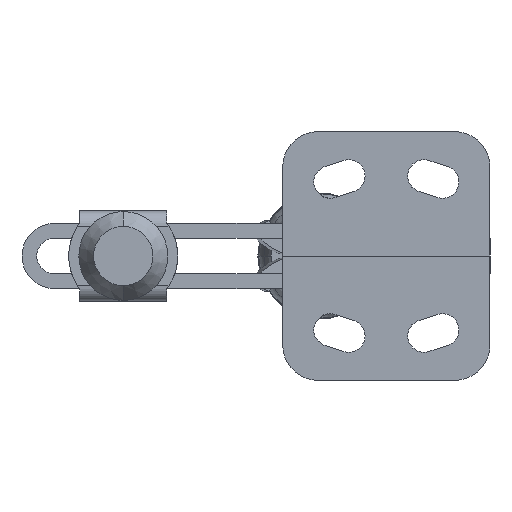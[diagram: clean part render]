
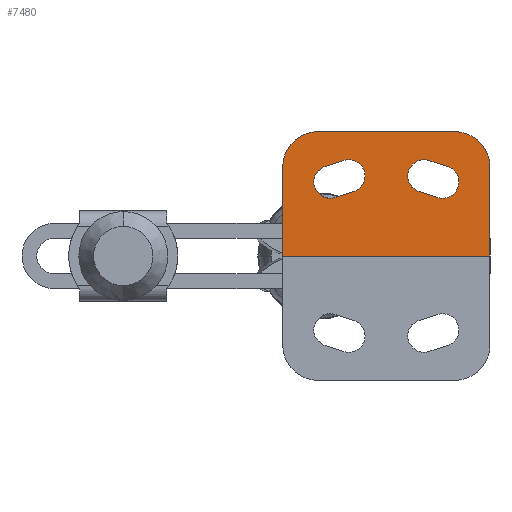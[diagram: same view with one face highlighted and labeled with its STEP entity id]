
A CAD part, front view. The second image highlights one B-rep face of the part: STEP entity #7480.
In plain terms, the highlighted planar face has unit normal (0, -1, 0).
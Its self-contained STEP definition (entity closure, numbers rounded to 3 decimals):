
#86 = CARTESIAN_POINT ( 'NONE',  ( -8., 0., 12.5 ) ) ;
#165 = CIRCLE ( 'NONE', #10417, 2.75 ) ;
#378 = DIRECTION ( 'NONE',  ( -1., 0., 0. ) ) ;
#541 = CARTESIAN_POINT ( 'NONE',  ( -6., 0., 15. ) ) ;
#705 = VECTOR ( 'NONE', #10272, 1000. ) ;
#776 = VERTEX_POINT ( 'NONE', #9004 ) ;
#807 = LINE ( 'NONE', #7319, #5747 ) ;
#824 = CARTESIAN_POINT ( 'NONE',  ( 0., 0., 0. ) ) ;
#886 = AXIS2_PLACEMENT_3D ( 'NONE', #2347, #8545, #5368 ) ;
#1007 = LINE ( 'NONE', #7357, #705 ) ;
#1017 = VERTEX_POINT ( 'NONE', #7520 ) ;
#1085 = DIRECTION ( 'NONE',  ( -1., 0., 0. ) ) ;
#1100 = EDGE_CURVE ( 'NONE', #776, #1628, #10700, .T. ) ;
#1232 = EDGE_CURVE ( 'NONE', #5076, #8630, #4566, .T. ) ;
#1536 = DIRECTION ( 'NONE',  ( -1., 0., 0. ) ) ;
#1555 = VERTEX_POINT ( 'NONE', #2432 ) ;
#1628 = VERTEX_POINT ( 'NONE', #7040 ) ;
#1868 = CIRCLE ( 'NONE', #11098, 2.75 ) ;
#1889 = DIRECTION ( 'NONE',  ( 0., -1., 0. ) ) ;
#1901 = CARTESIAN_POINT ( 'NONE',  ( -6., 0., 21. ) ) ;
#1934 = CARTESIAN_POINT ( 'NONE',  ( -29., 0., 21. ) ) ;
#1956 = VERTEX_POINT ( 'NONE', #1978 ) ;
#1978 = CARTESIAN_POINT ( 'NONE',  ( -24.682, 0., 16.121 ) ) ;
#2192 = CIRCLE ( 'NONE', #8335, 2.75 ) ;
#2199 = EDGE_CURVE ( 'NONE', #2575, #10710, #5773, .T. ) ;
#2206 = CIRCLE ( 'NONE', #8542, 2.75 ) ;
#2347 = CARTESIAN_POINT ( 'NONE',  ( -11.15, 0., 13.5 ) ) ;
#2432 = CARTESIAN_POINT ( 'NONE',  ( -21.1, 0., 13.5 ) ) ;
#2480 = EDGE_CURVE ( 'NONE', #2558, #12009, #10075, .T. ) ;
#2558 = VERTEX_POINT ( 'NONE', #8180 ) ;
#2575 = VERTEX_POINT ( 'NONE', #4388 ) ;
#2591 = EDGE_CURVE ( 'NONE', #1017, #776, #4378, .T. ) ;
#2740 = AXIS2_PLACEMENT_3D ( 'NONE', #11250, #5346, #12232 ) ;
#2852 = CARTESIAN_POINT ( 'NONE',  ( -26.168, 0., 9.879 ) ) ;
#2887 = ORIENTED_EDGE ( 'NONE', *, *, #1100, .F. ) ;
#3115 = EDGE_CURVE ( 'NONE', #10710, #1555, #2192, .T. ) ;
#3116 = ORIENTED_EDGE ( 'NONE', *, *, #10250, .T. ) ;
#3152 = VECTOR ( 'NONE', #12239, 1000. ) ;
#3230 = FACE_BOUND ( 'NONE', #11132, .T. ) ;
#3271 = ORIENTED_EDGE ( 'NONE', *, *, #6327, .F. ) ;
#3310 = CARTESIAN_POINT ( 'NONE',  ( -27.832, 0., 15.121 ) ) ;
#3384 = ORIENTED_EDGE ( 'NONE', *, *, #2199, .F. ) ;
#3455 = DIRECTION ( 'NONE',  ( 0., -1., 0. ) ) ;
#3466 = ORIENTED_EDGE ( 'NONE', *, *, #8113, .T. ) ;
#3467 = CARTESIAN_POINT ( 'NONE',  ( 0., 0., 3. ) ) ;
#3795 = ORIENTED_EDGE ( 'NONE', *, *, #12159, .F. ) ;
#3860 = DIRECTION ( 'NONE',  ( -1., 0., 0. ) ) ;
#4157 = DIRECTION ( 'NONE',  ( 0., 0., -1. ) ) ;
#4176 = DIRECTION ( 'NONE',  ( 0., -1., 0. ) ) ;
#4227 = CARTESIAN_POINT ( 'NONE',  ( 0., 0., 15. ) ) ;
#4378 = CIRCLE ( 'NONE', #886, 2.75 ) ;
#4388 = CARTESIAN_POINT ( 'NONE',  ( -26.168, 0., 9.879 ) ) ;
#4566 = CIRCLE ( 'NONE', #12085, 2.75 ) ;
#4672 = PLANE ( 'NONE',  #12262 ) ;
#4749 = EDGE_CURVE ( 'NONE', #8630, #1017, #1007, .T. ) ;
#4935 = AXIS2_PLACEMENT_3D ( 'NONE', #541, #7451, #1536 ) ;
#5072 = ORIENTED_EDGE ( 'NONE', *, *, #5948, .F. ) ;
#5076 = VERTEX_POINT ( 'NONE', #9904 ) ;
#5158 = CARTESIAN_POINT ( 'NONE',  ( -35., 0., 15. ) ) ;
#5233 = LINE ( 'NONE', #10041, #10484 ) ;
#5329 = ORIENTED_EDGE ( 'NONE', *, *, #4749, .F. ) ;
#5346 = DIRECTION ( 'NONE',  ( 0., -1., 0. ) ) ;
#5368 = DIRECTION ( 'NONE',  ( -1., 0., 0. ) ) ;
#5533 = FACE_OUTER_BOUND ( 'NONE', #8337, .T. ) ;
#5747 = VECTOR ( 'NONE', #9269, 1000. ) ;
#5773 = LINE ( 'NONE', #2852, #3152 ) ;
#5857 = EDGE_CURVE ( 'NONE', #1555, #1956, #2206, .T. ) ;
#5948 = EDGE_CURVE ( 'NONE', #7978, #12009, #8517, .T. ) ;
#6154 = FACE_BOUND ( 'NONE', #9513, .T. ) ;
#6156 = VERTEX_POINT ( 'NONE', #1901 ) ;
#6295 = DIRECTION ( 'NONE',  ( 0., -1., 0. ) ) ;
#6327 = EDGE_CURVE ( 'NONE', #9785, #2575, #1868, .T. ) ;
#6507 = CARTESIAN_POINT ( 'NONE',  ( -23.018, 0., 10.879 ) ) ;
#6607 = CIRCLE ( 'NONE', #4935, 6. ) ;
#6639 = DIRECTION ( 'NONE',  ( -1., 0., 0. ) ) ;
#6646 = VERTEX_POINT ( 'NONE', #1934 ) ;
#6716 = DIRECTION ( 'NONE',  ( -1., 0., 0. ) ) ;
#6836 = ORIENTED_EDGE ( 'NONE', *, *, #2591, .F. ) ;
#6953 = ORIENTED_EDGE ( 'NONE', *, *, #11724, .T. ) ;
#6986 = DIRECTION ( 'NONE',  ( 0., -1., 0. ) ) ;
#7040 = CARTESIAN_POINT ( 'NONE',  ( -8.832, 0., 9.879 ) ) ;
#7142 = CARTESIAN_POINT ( 'NONE',  ( -35., 0., 0. ) ) ;
#7161 = EDGE_CURVE ( 'NONE', #7920, #2558, #5233, .T. ) ;
#7174 = VECTOR ( 'NONE', #3860, 1000. ) ;
#7319 = CARTESIAN_POINT ( 'NONE',  ( -27.832, 0., 15.121 ) ) ;
#7357 = CARTESIAN_POINT ( 'NONE',  ( -10.318, 0., 16.121 ) ) ;
#7440 = CIRCLE ( 'NONE', #2740, 6. ) ;
#7451 = DIRECTION ( 'NONE',  ( 0., -1., 0. ) ) ;
#7480 = ADVANCED_FACE ( 'NONE', ( #5533, #3230, #6154 ), #4672, .F. ) ;
#7520 = CARTESIAN_POINT ( 'NONE',  ( -10.318, 0., 16.121 ) ) ;
#7920 = VERTEX_POINT ( 'NONE', #5158 ) ;
#7978 = VERTEX_POINT ( 'NONE', #4227 ) ;
#8108 = VECTOR ( 'NONE', #8584, 1000. ) ;
#8113 = EDGE_CURVE ( 'NONE', #7978, #6156, #6607, .T. ) ;
#8180 = CARTESIAN_POINT ( 'NONE',  ( -35., 0., 0. ) ) ;
#8265 = ORIENTED_EDGE ( 'NONE', *, *, #7161, .T. ) ;
#8280 = ORIENTED_EDGE ( 'NONE', *, *, #11108, .F. ) ;
#8335 = AXIS2_PLACEMENT_3D ( 'NONE', #10060, #4176, #11047 ) ;
#8337 = EDGE_LOOP ( 'NONE', ( #9186, #5072, #3466, #3116, #6953, #8265 ) ) ;
#8517 = LINE ( 'NONE', #3467, #10820 ) ;
#8542 = AXIS2_PLACEMENT_3D ( 'NONE', #12179, #6295, #378 ) ;
#8545 = DIRECTION ( 'NONE',  ( 0., -1., 0. ) ) ;
#8584 = DIRECTION ( 'NONE',  ( 0.953, 0., -0.303 ) ) ;
#8630 = VERTEX_POINT ( 'NONE', #10307 ) ;
#9004 = CARTESIAN_POINT ( 'NONE',  ( -11.982, 0., 10.879 ) ) ;
#9186 = ORIENTED_EDGE ( 'NONE', *, *, #2480, .T. ) ;
#9269 = DIRECTION ( 'NONE',  ( -0.953, 0., -0.303 ) ) ;
#9314 = CARTESIAN_POINT ( 'NONE',  ( -27., 0., 12.5 ) ) ;
#9513 = EDGE_LOOP ( 'NONE', ( #3384, #3271, #8280, #11988, #12689 ) ) ;
#9729 = CARTESIAN_POINT ( 'NONE',  ( -29., 0., 21. ) ) ;
#9785 = VERTEX_POINT ( 'NONE', #3310 ) ;
#9904 = CARTESIAN_POINT ( 'NONE',  ( -5.25, 0., 12.5 ) ) ;
#10041 = CARTESIAN_POINT ( 'NONE',  ( -35., 0., 3. ) ) ;
#10060 = CARTESIAN_POINT ( 'NONE',  ( -23.85, 0., 13.5 ) ) ;
#10075 = LINE ( 'NONE', #7142, #12382 ) ;
#10250 = EDGE_CURVE ( 'NONE', #6156, #6646, #12402, .T. ) ;
#10272 = DIRECTION ( 'NONE',  ( -0.953, 0., 0.303 ) ) ;
#10307 = CARTESIAN_POINT ( 'NONE',  ( -7.168, 0., 15.121 ) ) ;
#10329 = DIRECTION ( 'NONE',  ( -1., 0., 0. ) ) ;
#10417 = AXIS2_PLACEMENT_3D ( 'NONE', #86, #6986, #1085 ) ;
#10484 = VECTOR ( 'NONE', #4157, 1000. ) ;
#10700 = LINE ( 'NONE', #12706, #8108 ) ;
#10710 = VERTEX_POINT ( 'NONE', #6507 ) ;
#10820 = VECTOR ( 'NONE', #12311, 1000. ) ;
#11047 = DIRECTION ( 'NONE',  ( -1., 0., 0. ) ) ;
#11098 = AXIS2_PLACEMENT_3D ( 'NONE', #9314, #3455, #10329 ) ;
#11108 = EDGE_CURVE ( 'NONE', #1956, #9785, #807, .T. ) ;
#11132 = EDGE_LOOP ( 'NONE', ( #2887, #6836, #5329, #11547, #3795 ) ) ;
#11250 = CARTESIAN_POINT ( 'NONE',  ( -29., 0., 15. ) ) ;
#11534 = CARTESIAN_POINT ( 'NONE',  ( -35., 0., 3. ) ) ;
#11547 = ORIENTED_EDGE ( 'NONE', *, *, #1232, .F. ) ;
#11647 = DIRECTION ( 'NONE',  ( 1., 0., 0. ) ) ;
#11724 = EDGE_CURVE ( 'NONE', #6646, #7920, #7440, .T. ) ;
#11988 = ORIENTED_EDGE ( 'NONE', *, *, #5857, .F. ) ;
#12009 = VERTEX_POINT ( 'NONE', #824 ) ;
#12085 = AXIS2_PLACEMENT_3D ( 'NONE', #12223, #1889, #6716 ) ;
#12159 = EDGE_CURVE ( 'NONE', #1628, #5076, #165, .T. ) ;
#12179 = CARTESIAN_POINT ( 'NONE',  ( -23.85, 0., 13.5 ) ) ;
#12223 = CARTESIAN_POINT ( 'NONE',  ( -8., 0., 12.5 ) ) ;
#12232 = DIRECTION ( 'NONE',  ( -1., 0., 0. ) ) ;
#12239 = DIRECTION ( 'NONE',  ( 0.953, 0., 0.303 ) ) ;
#12262 = AXIS2_PLACEMENT_3D ( 'NONE', #11534, #12535, #6639 ) ;
#12311 = DIRECTION ( 'NONE',  ( 0., 0., -1. ) ) ;
#12382 = VECTOR ( 'NONE', #11647, 1000. ) ;
#12402 = LINE ( 'NONE', #9729, #7174 ) ;
#12535 = DIRECTION ( 'NONE',  ( 0., 1., 0. ) ) ;
#12689 = ORIENTED_EDGE ( 'NONE', *, *, #3115, .F. ) ;
#12706 = CARTESIAN_POINT ( 'NONE',  ( -8.832, 0., 9.879 ) ) ;
